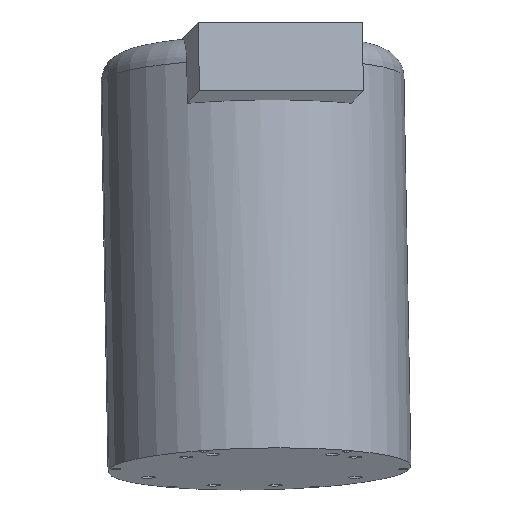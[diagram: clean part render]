
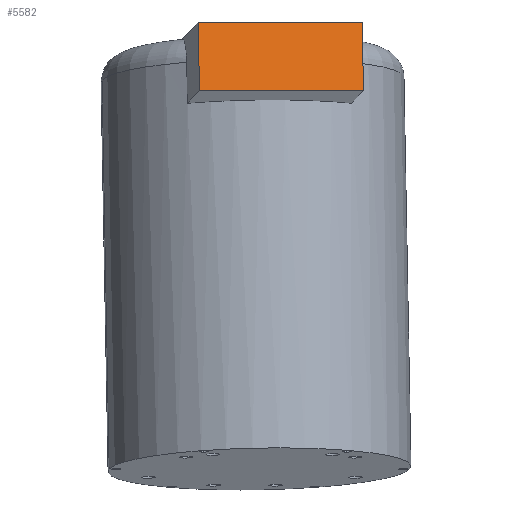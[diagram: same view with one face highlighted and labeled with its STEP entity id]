
A CAD part, front view. The second image highlights one B-rep face of the part: STEP entity #5582.
In plain terms, the highlighted planar face has unit normal (0.128, -0.982, 0.139).
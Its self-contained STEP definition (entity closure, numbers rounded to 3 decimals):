
#33 = PLANE('',#34);
#34 = AXIS2_PLACEMENT_3D('',#35,#36,#37);
#35 = CARTESIAN_POINT('',(-1.632,12.516,
    155.756));
#36 = DIRECTION('',(0.018,-0.138,-0.99)
  );
#37 = DIRECTION('',(0.992,0.129,0.));
#84 = VERTEX_POINT('',#85);
#85 = CARTESIAN_POINT('',(78.348,-136.847,177.989
    ));
#99 = PLANE('',#100);
#100 = AXIS2_PLACEMENT_3D('',#101,#102,#103);
#101 = CARTESIAN_POINT('',(69.667,-70.263,
    168.567));
#102 = DIRECTION('',(0.992,0.129,0.));
#103 = DIRECTION('',(0.128,-0.982,0.139));
#111 = EDGE_CURVE('',#84,#112,#114,.T.);
#112 = VERTEX_POINT('',#113);
#113 = CARTESIAN_POINT('',(-40.646,-152.359,
    177.989));
#114 = SURFACE_CURVE('',#115,(#119,#126),.PCURVE_S1.);
#115 = LINE('',#116,#117);
#116 = CARTESIAN_POINT('',(78.348,-136.847,
    177.989));
#117 = VECTOR('',#118,1.);
#118 = DIRECTION('',(-0.992,-0.129,0.
    ));
#119 = PCURVE('',#33,#120);
#120 = DEFINITIONAL_REPRESENTATION('',(#121),#125);
#121 = LINE('',#122,#123);
#122 = CARTESIAN_POINT('',(60.,160.));
#123 = VECTOR('',#124,1.);
#124 = DIRECTION('',(-1.,0.));
#125 = ( GEOMETRIC_REPRESENTATION_CONTEXT(2) 
PARAMETRIC_REPRESENTATION_CONTEXT() REPRESENTATION_CONTEXT('2D SPACE',''
  ) );
#126 = PCURVE('',#127,#132);
#127 = PLANE('',#128);
#128 = AXIS2_PLACEMENT_3D('',#129,#130,#131);
#129 = CARTESIAN_POINT('',(78.348,-136.847,
    177.989));
#130 = DIRECTION('',(0.128,-0.982,0.139));
#131 = DIRECTION('',(-0.992,-0.129,0.
    ));
#132 = DEFINITIONAL_REPRESENTATION('',(#133),#137);
#133 = LINE('',#134,#135);
#134 = CARTESIAN_POINT('',(0.,0.));
#135 = VECTOR('',#136,1.);
#136 = DIRECTION('',(1.,0.));
#137 = ( GEOMETRIC_REPRESENTATION_CONTEXT(2) 
PARAMETRIC_REPRESENTATION_CONTEXT() REPRESENTATION_CONTEXT('2D SPACE',''
  ) );
#153 = PLANE('',#154);
#154 = AXIS2_PLACEMENT_3D('',#155,#156,#157);
#155 = CARTESIAN_POINT('',(-40.646,-152.359,
    177.989));
#156 = DIRECTION('',(-0.992,-0.129,0.
    ));
#157 = DIRECTION('',(-0.128,0.982,-0.139));
#5475 = PLANE('',#5476);
#5476 = AXIS2_PLACEMENT_3D('',#5477,#5478,#5479);
#5477 = CARTESIAN_POINT('',(-0.734,5.626,
    106.241));
#5478 = DIRECTION('',(0.018,-0.138,-0.99
    ));
#5479 = DIRECTION('',(0.992,0.129,0.)
  );
#5539 = EDGE_CURVE('',#112,#5540,#5542,.T.);
#5540 = VERTEX_POINT('',#5541);
#5541 = CARTESIAN_POINT('',(-39.747,-159.248,
    128.474));
#5542 = SURFACE_CURVE('',#5543,(#5547,#5554),.PCURVE_S1.);
#5543 = LINE('',#5544,#5545);
#5544 = CARTESIAN_POINT('',(-40.646,-152.359,
    177.989));
#5545 = VECTOR('',#5546,1.);
#5546 = DIRECTION('',(0.018,-0.138,-0.99
    ));
#5547 = PCURVE('',#153,#5548);
#5548 = DEFINITIONAL_REPRESENTATION('',(#5549),#5553);
#5549 = LINE('',#5550,#5551);
#5550 = CARTESIAN_POINT('',(0.,0.));
#5551 = VECTOR('',#5552,1.);
#5552 = DIRECTION('',(0.,1.));
#5553 = ( GEOMETRIC_REPRESENTATION_CONTEXT(2) 
PARAMETRIC_REPRESENTATION_CONTEXT() REPRESENTATION_CONTEXT('2D SPACE',''
  ) );
#5554 = PCURVE('',#127,#5555);
#5555 = DEFINITIONAL_REPRESENTATION('',(#5556),#5560);
#5556 = LINE('',#5557,#5558);
#5557 = CARTESIAN_POINT('',(120.,0.));
#5558 = VECTOR('',#5559,1.);
#5559 = DIRECTION('',(0.,1.));
#5560 = ( GEOMETRIC_REPRESENTATION_CONTEXT(2) 
PARAMETRIC_REPRESENTATION_CONTEXT() REPRESENTATION_CONTEXT('2D SPACE',''
  ) );
#5582 = ADVANCED_FACE('',(#5583),#127,.T.);
#5583 = FACE_BOUND('',#5584,.F.);
#5584 = EDGE_LOOP('',(#5585,#5586,#5609,#5630));
#5585 = ORIENTED_EDGE('',*,*,#111,.F.);
#5586 = ORIENTED_EDGE('',*,*,#5587,.T.);
#5587 = EDGE_CURVE('',#84,#5588,#5590,.T.);
#5588 = VERTEX_POINT('',#5589);
#5589 = CARTESIAN_POINT('',(79.246,-143.736,
    128.474));
#5590 = SURFACE_CURVE('',#5591,(#5595,#5602),.PCURVE_S1.);
#5591 = LINE('',#5592,#5593);
#5592 = CARTESIAN_POINT('',(78.348,-136.847,
    177.989));
#5593 = VECTOR('',#5594,1.);
#5594 = DIRECTION('',(0.018,-0.138,-0.99
    ));
#5595 = PCURVE('',#127,#5596);
#5596 = DEFINITIONAL_REPRESENTATION('',(#5597),#5601);
#5597 = LINE('',#5598,#5599);
#5598 = CARTESIAN_POINT('',(0.,0.));
#5599 = VECTOR('',#5600,1.);
#5600 = DIRECTION('',(0.,1.));
#5601 = ( GEOMETRIC_REPRESENTATION_CONTEXT(2) 
PARAMETRIC_REPRESENTATION_CONTEXT() REPRESENTATION_CONTEXT('2D SPACE',''
  ) );
#5602 = PCURVE('',#99,#5603);
#5603 = DEFINITIONAL_REPRESENTATION('',(#5604),#5608);
#5604 = LINE('',#5605,#5606);
#5605 = CARTESIAN_POINT('',(67.805,0.));
#5606 = VECTOR('',#5607,1.);
#5607 = DIRECTION('',(0.,1.));
#5608 = ( GEOMETRIC_REPRESENTATION_CONTEXT(2) 
PARAMETRIC_REPRESENTATION_CONTEXT() REPRESENTATION_CONTEXT('2D SPACE',''
  ) );
#5609 = ORIENTED_EDGE('',*,*,#5610,.T.);
#5610 = EDGE_CURVE('',#5588,#5540,#5611,.T.);
#5611 = SURFACE_CURVE('',#5612,(#5616,#5623),.PCURVE_S1.);
#5612 = LINE('',#5613,#5614);
#5613 = CARTESIAN_POINT('',(79.246,-143.736,
    128.474));
#5614 = VECTOR('',#5615,1.);
#5615 = DIRECTION('',(-0.992,-0.129,
    0.));
#5616 = PCURVE('',#127,#5617);
#5617 = DEFINITIONAL_REPRESENTATION('',(#5618),#5622);
#5618 = LINE('',#5619,#5620);
#5619 = CARTESIAN_POINT('',(0.,50.));
#5620 = VECTOR('',#5621,1.);
#5621 = DIRECTION('',(1.,0.));
#5622 = ( GEOMETRIC_REPRESENTATION_CONTEXT(2) 
PARAMETRIC_REPRESENTATION_CONTEXT() REPRESENTATION_CONTEXT('2D SPACE',''
  ) );
#5623 = PCURVE('',#5475,#5624);
#5624 = DEFINITIONAL_REPRESENTATION('',(#5625),#5629);
#5625 = LINE('',#5626,#5627);
#5626 = CARTESIAN_POINT('',(60.,160.));
#5627 = VECTOR('',#5628,1.);
#5628 = DIRECTION('',(-1.,0.));
#5629 = ( GEOMETRIC_REPRESENTATION_CONTEXT(2) 
PARAMETRIC_REPRESENTATION_CONTEXT() REPRESENTATION_CONTEXT('2D SPACE',''
  ) );
#5630 = ORIENTED_EDGE('',*,*,#5539,.F.);
